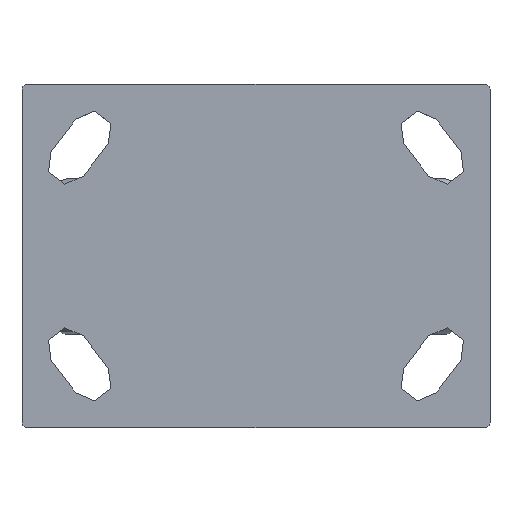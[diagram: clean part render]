
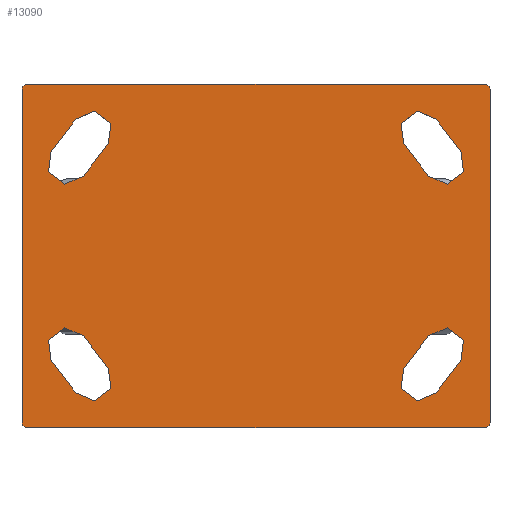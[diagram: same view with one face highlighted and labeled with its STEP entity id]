
A CAD part, top view. The second image highlights one B-rep face of the part: STEP entity #13090.
In plain terms, the highlighted planar face has unit normal (0, 0, 1).
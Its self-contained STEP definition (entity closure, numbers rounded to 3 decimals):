
#1270=FACE_BOUND('',#2512,.T.);
#1271=FACE_BOUND('',#2513,.T.);
#1272=FACE_BOUND('',#2514,.T.);
#1273=FACE_BOUND('',#2515,.T.);
#1419=PLANE('',#14140);
#1739=FACE_OUTER_BOUND('',#2511,.T.);
#2511=EDGE_LOOP('',(#9207,#9208,#9209,#9210,#9211,#9212,#9213,#9214));
#2512=EDGE_LOOP('',(#9215,#9216,#9217,#9218));
#2513=EDGE_LOOP('',(#9219,#9220,#9221,#9222));
#2514=EDGE_LOOP('',(#9223,#9224,#9225,#9226));
#2515=EDGE_LOOP('',(#9227,#9228,#9229,#9230));
#3353=LINE('',#18506,#4187);
#3355=LINE('',#18509,#4189);
#3438=LINE('',#19556,#4272);
#3439=LINE('',#19558,#4273);
#3440=LINE('',#19560,#4274);
#3441=LINE('',#19562,#4275);
#3442=LINE('',#19564,#4276);
#3443=LINE('',#19566,#4277);
#3444=LINE('',#19568,#4278);
#3445=LINE('',#19570,#4279);
#3446=LINE('',#19572,#4280);
#3447=LINE('',#19574,#4281);
#4187=VECTOR('',#15313,1000.);
#4189=VECTOR('',#15317,1000.);
#4272=VECTOR('',#15536,1000.);
#4273=VECTOR('',#15539,1000.);
#4274=VECTOR('',#15542,1000.);
#4275=VECTOR('',#15545,1000.);
#4276=VECTOR('',#15548,1000.);
#4277=VECTOR('',#15551,1000.);
#4278=VECTOR('',#15554,1000.);
#4279=VECTOR('',#15557,1000.);
#4280=VECTOR('',#15560,1000.);
#4281=VECTOR('',#15563,1000.);
#4995=CIRCLE('',#14021,6.5);
#4996=CIRCLE('',#14023,6.5);
#4999=CIRCLE('',#14027,6.5);
#5000=CIRCLE('',#14029,6.5);
#5003=CIRCLE('',#14033,6.5);
#5004=CIRCLE('',#14035,6.5);
#5007=CIRCLE('',#14039,6.5);
#5008=CIRCLE('',#14041,6.5);
#5014=CIRCLE('',#14050,1.5);
#5016=CIRCLE('',#14053,1.5);
#5018=CIRCLE('',#14056,1.5);
#5020=CIRCLE('',#14059,1.5);
#5531=VERTEX_POINT('',#18388);
#5532=VERTEX_POINT('',#18390);
#5533=VERTEX_POINT('',#18394);
#5534=VERTEX_POINT('',#18395);
#5539=VERTEX_POINT('',#18406);
#5540=VERTEX_POINT('',#18408);
#5541=VERTEX_POINT('',#18412);
#5542=VERTEX_POINT('',#18413);
#5547=VERTEX_POINT('',#18424);
#5548=VERTEX_POINT('',#18426);
#5549=VERTEX_POINT('',#18430);
#5550=VERTEX_POINT('',#18431);
#5555=VERTEX_POINT('',#18442);
#5556=VERTEX_POINT('',#18444);
#5557=VERTEX_POINT('',#18448);
#5558=VERTEX_POINT('',#18449);
#5565=VERTEX_POINT('',#18469);
#5566=VERTEX_POINT('',#18470);
#5569=VERTEX_POINT('',#18478);
#5570=VERTEX_POINT('',#18479);
#5573=VERTEX_POINT('',#18487);
#5574=VERTEX_POINT('',#18488);
#5577=VERTEX_POINT('',#18496);
#5578=VERTEX_POINT('',#18497);
#6856=EDGE_CURVE('',#5532,#5531,#4995,.T.);
#6858=EDGE_CURVE('',#5533,#5534,#4996,.T.);
#6864=EDGE_CURVE('',#5540,#5539,#4999,.T.);
#6866=EDGE_CURVE('',#5541,#5542,#5000,.T.);
#6872=EDGE_CURVE('',#5548,#5547,#5003,.T.);
#6874=EDGE_CURVE('',#5549,#5550,#5004,.T.);
#6880=EDGE_CURVE('',#5556,#5555,#5007,.T.);
#6882=EDGE_CURVE('',#5557,#5558,#5008,.T.);
#6892=EDGE_CURVE('',#5565,#5566,#5014,.T.);
#6896=EDGE_CURVE('',#5569,#5570,#5016,.T.);
#6900=EDGE_CURVE('',#5573,#5574,#5018,.T.);
#6904=EDGE_CURVE('',#5577,#5578,#5020,.T.);
#6909=EDGE_CURVE('',#5574,#5577,#3353,.T.);
#6911=EDGE_CURVE('',#5566,#5573,#3355,.T.);
#7030=EDGE_CURVE('',#5578,#5569,#3438,.T.);
#7031=EDGE_CURVE('',#5570,#5565,#3439,.T.);
#7032=EDGE_CURVE('',#5558,#5556,#3440,.T.);
#7033=EDGE_CURVE('',#5555,#5557,#3441,.T.);
#7034=EDGE_CURVE('',#5547,#5549,#3442,.T.);
#7035=EDGE_CURVE('',#5550,#5548,#3443,.T.);
#7036=EDGE_CURVE('',#5539,#5541,#3444,.T.);
#7037=EDGE_CURVE('',#5542,#5540,#3445,.T.);
#7038=EDGE_CURVE('',#5534,#5532,#3446,.T.);
#7039=EDGE_CURVE('',#5531,#5533,#3447,.T.);
#9207=ORIENTED_EDGE('',*,*,#6904,.F.);
#9208=ORIENTED_EDGE('',*,*,#6909,.F.);
#9209=ORIENTED_EDGE('',*,*,#6900,.F.);
#9210=ORIENTED_EDGE('',*,*,#6911,.F.);
#9211=ORIENTED_EDGE('',*,*,#6892,.F.);
#9212=ORIENTED_EDGE('',*,*,#7031,.F.);
#9213=ORIENTED_EDGE('',*,*,#6896,.F.);
#9214=ORIENTED_EDGE('',*,*,#7030,.F.);
#9215=ORIENTED_EDGE('',*,*,#7039,.T.);
#9216=ORIENTED_EDGE('',*,*,#6858,.T.);
#9217=ORIENTED_EDGE('',*,*,#7038,.T.);
#9218=ORIENTED_EDGE('',*,*,#6856,.T.);
#9219=ORIENTED_EDGE('',*,*,#6864,.T.);
#9220=ORIENTED_EDGE('',*,*,#7036,.T.);
#9221=ORIENTED_EDGE('',*,*,#6866,.T.);
#9222=ORIENTED_EDGE('',*,*,#7037,.T.);
#9223=ORIENTED_EDGE('',*,*,#6872,.T.);
#9224=ORIENTED_EDGE('',*,*,#7034,.T.);
#9225=ORIENTED_EDGE('',*,*,#6874,.T.);
#9226=ORIENTED_EDGE('',*,*,#7035,.T.);
#9227=ORIENTED_EDGE('',*,*,#7033,.T.);
#9228=ORIENTED_EDGE('',*,*,#6882,.T.);
#9229=ORIENTED_EDGE('',*,*,#7032,.T.);
#9230=ORIENTED_EDGE('',*,*,#6880,.T.);
#13090=ADVANCED_FACE('',(#1739,#1270,#1271,#1272,#1273),#1419,.T.);
#14021=AXIS2_PLACEMENT_3D('',#18391,#15205,#15206);
#14023=AXIS2_PLACEMENT_3D('',#18396,#15210,#15211);
#14027=AXIS2_PLACEMENT_3D('',#18409,#15221,#15222);
#14029=AXIS2_PLACEMENT_3D('',#18414,#15226,#15227);
#14033=AXIS2_PLACEMENT_3D('',#18427,#15237,#15238);
#14035=AXIS2_PLACEMENT_3D('',#18432,#15242,#15243);
#14039=AXIS2_PLACEMENT_3D('',#18445,#15253,#15254);
#14041=AXIS2_PLACEMENT_3D('',#18450,#15258,#15259);
#14050=AXIS2_PLACEMENT_3D('',#18471,#15280,#15281);
#14053=AXIS2_PLACEMENT_3D('',#18480,#15288,#15289);
#14056=AXIS2_PLACEMENT_3D('',#18489,#15296,#15297);
#14059=AXIS2_PLACEMENT_3D('',#18498,#15304,#15305);
#14140=AXIS2_PLACEMENT_3D('',#19575,#15564,#15565);
#15205=DIRECTION('center_axis',(0.,0.,-1.));
#15206=DIRECTION('ref_axis',(1.,0.,0.));
#15210=DIRECTION('center_axis',(0.,0.,-1.));
#15211=DIRECTION('ref_axis',(1.,0.,0.));
#15221=DIRECTION('center_axis',(0.,0.,-1.));
#15222=DIRECTION('ref_axis',(1.,0.,0.));
#15226=DIRECTION('center_axis',(0.,0.,-1.));
#15227=DIRECTION('ref_axis',(1.,0.,0.));
#15237=DIRECTION('center_axis',(0.,0.,-1.));
#15238=DIRECTION('ref_axis',(-1.,0.,0.));
#15242=DIRECTION('center_axis',(0.,0.,-1.));
#15243=DIRECTION('ref_axis',(-1.,0.,0.));
#15253=DIRECTION('center_axis',(0.,0.,-1.));
#15254=DIRECTION('ref_axis',(-1.,0.,0.));
#15258=DIRECTION('center_axis',(0.,0.,-1.));
#15259=DIRECTION('ref_axis',(-1.,0.,0.));
#15280=DIRECTION('center_axis',(0.,0.,-1.));
#15281=DIRECTION('ref_axis',(-0.707,0.707,0.));
#15288=DIRECTION('center_axis',(0.,0.,-1.));
#15289=DIRECTION('ref_axis',(-0.707,-0.707,0.));
#15296=DIRECTION('center_axis',(0.,0.,-1.));
#15297=DIRECTION('ref_axis',(0.707,0.707,0.));
#15304=DIRECTION('center_axis',(0.,0.,-1.));
#15305=DIRECTION('ref_axis',(0.707,-0.707,0.));
#15313=DIRECTION('',(0.,-1.,0.));
#15317=DIRECTION('',(1.,0.,0.));
#15536=DIRECTION('',(-1.,0.,0.));
#15539=DIRECTION('',(0.,1.,0.));
#15542=DIRECTION('',(0.606,0.795,0.));
#15545=DIRECTION('',(-0.606,-0.795,0.));
#15548=DIRECTION('',(-0.606,0.795,0.));
#15551=DIRECTION('',(0.606,-0.795,0.));
#15554=DIRECTION('',(0.606,-0.795,0.));
#15557=DIRECTION('',(-0.606,0.795,0.));
#15560=DIRECTION('',(-0.606,-0.795,0.));
#15563=DIRECTION('',(0.606,0.795,0.));
#15564=DIRECTION('center_axis',(0.,0.,1.));
#15565=DIRECTION('ref_axis',(1.,0.,0.));
#18388=CARTESIAN_POINT('',(47.33,-36.061,0.));
#18390=CARTESIAN_POINT('',(57.67,-43.939,0.));
#18391=CARTESIAN_POINT('Origin',(52.5,-40.,0.));
#18394=CARTESIAN_POINT('',(55.33,-25.561,0.));
#18395=CARTESIAN_POINT('',(65.67,-33.439,0.));
#18396=CARTESIAN_POINT('Origin',(60.5,-29.5,0.));
#18406=CARTESIAN_POINT('',(57.67,43.939,0.));
#18408=CARTESIAN_POINT('',(47.33,36.061,0.));
#18409=CARTESIAN_POINT('Origin',(52.5,40.,0.));
#18412=CARTESIAN_POINT('',(65.67,33.439,0.));
#18413=CARTESIAN_POINT('',(55.33,25.561,0.));
#18414=CARTESIAN_POINT('Origin',(60.5,29.5,0.));
#18424=CARTESIAN_POINT('',(-57.67,-43.939,0.));
#18426=CARTESIAN_POINT('',(-47.33,-36.061,0.));
#18427=CARTESIAN_POINT('Origin',(-52.5,-40.,0.));
#18430=CARTESIAN_POINT('',(-65.67,-33.439,0.));
#18431=CARTESIAN_POINT('',(-55.33,-25.561,0.));
#18432=CARTESIAN_POINT('Origin',(-60.5,-29.5,0.));
#18442=CARTESIAN_POINT('',(-47.33,36.061,0.));
#18444=CARTESIAN_POINT('',(-57.67,43.939,0.));
#18445=CARTESIAN_POINT('Origin',(-52.5,40.,0.));
#18448=CARTESIAN_POINT('',(-55.33,25.561,0.));
#18449=CARTESIAN_POINT('',(-65.67,33.439,0.));
#18450=CARTESIAN_POINT('Origin',(-60.5,29.5,0.));
#18469=CARTESIAN_POINT('',(-75.,53.5,0.));
#18470=CARTESIAN_POINT('',(-73.5,55.,0.));
#18471=CARTESIAN_POINT('Origin',(-73.5,53.5,0.));
#18478=CARTESIAN_POINT('',(-73.5,-55.,0.));
#18479=CARTESIAN_POINT('',(-75.,-53.5,0.));
#18480=CARTESIAN_POINT('Origin',(-73.5,-53.5,0.));
#18487=CARTESIAN_POINT('',(73.5,55.,0.));
#18488=CARTESIAN_POINT('',(75.,53.5,0.));
#18489=CARTESIAN_POINT('Origin',(73.5,53.5,0.));
#18496=CARTESIAN_POINT('',(75.,-53.5,0.));
#18497=CARTESIAN_POINT('',(73.5,-55.,0.));
#18498=CARTESIAN_POINT('Origin',(73.5,-53.5,0.));
#18506=CARTESIAN_POINT('',(75.,55.,0.));
#18509=CARTESIAN_POINT('',(-75.,55.,0.));
#19556=CARTESIAN_POINT('',(75.,-55.,0.));
#19558=CARTESIAN_POINT('',(-75.,-55.,0.));
#19560=CARTESIAN_POINT('',(-57.67,43.939,0.));
#19562=CARTESIAN_POINT('',(-52.328,29.5,0.));
#19564=CARTESIAN_POINT('',(-57.67,-43.939,0.));
#19566=CARTESIAN_POINT('',(-52.328,-29.5,0.));
#19568=CARTESIAN_POINT('',(57.67,43.939,0.));
#19570=CARTESIAN_POINT('',(52.328,29.5,0.));
#19572=CARTESIAN_POINT('',(57.67,-43.939,0.));
#19574=CARTESIAN_POINT('',(47.33,-36.061,0.));
#19575=CARTESIAN_POINT('Origin',(0.,0.,0.));
